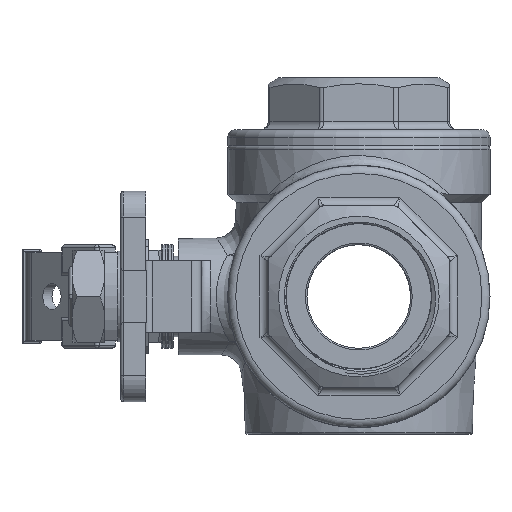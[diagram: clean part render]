
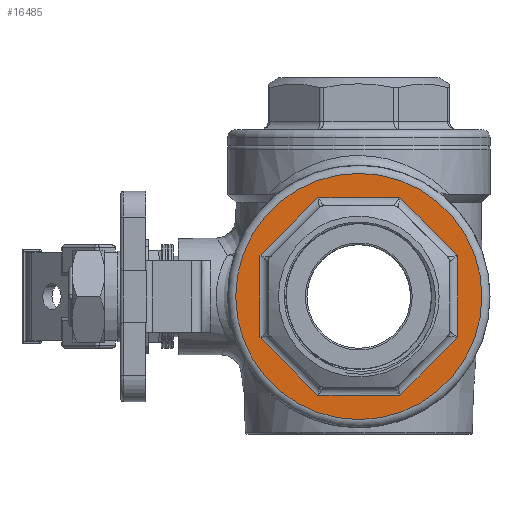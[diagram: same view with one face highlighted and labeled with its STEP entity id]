
A CAD part, left-side view. The second image highlights one B-rep face of the part: STEP entity #16485.
In plain terms, the highlighted planar face has unit normal (-1, 0, 0).
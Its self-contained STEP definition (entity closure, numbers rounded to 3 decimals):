
#239=PLANE('',#17571);
#990=LINE('',#24905,#2339);
#991=LINE('',#24908,#2340);
#992=LINE('',#24910,#2341);
#993=LINE('',#24912,#2342);
#994=LINE('',#24914,#2343);
#995=LINE('',#24916,#2344);
#996=LINE('',#24918,#2345);
#997=LINE('',#24920,#2346);
#2339=VECTOR('',#18907,1000.);
#2340=VECTOR('',#18908,1000.);
#2341=VECTOR('',#18909,1000.);
#2342=VECTOR('',#18910,1000.);
#2343=VECTOR('',#18911,1000.);
#2344=VECTOR('',#18912,1000.);
#2345=VECTOR('',#18913,1000.);
#2346=VECTOR('',#18914,1000.);
#4944=ORIENTED_EDGE('',*,*,#9761,.T.);
#4945=ORIENTED_EDGE('',*,*,#10050,.T.);
#4946=ORIENTED_EDGE('',*,*,#10051,.T.);
#4947=ORIENTED_EDGE('',*,*,#10052,.T.);
#4948=ORIENTED_EDGE('',*,*,#10053,.T.);
#4949=ORIENTED_EDGE('',*,*,#10054,.T.);
#4950=ORIENTED_EDGE('',*,*,#10055,.T.);
#4951=ORIENTED_EDGE('',*,*,#10056,.T.);
#4952=ORIENTED_EDGE('',*,*,#10057,.T.);
#9761=EDGE_CURVE('',#12332,#12332,#13974,.T.);
#10050=EDGE_CURVE('',#12611,#12612,#990,.T.);
#10051=EDGE_CURVE('',#12612,#12613,#991,.T.);
#10052=EDGE_CURVE('',#12613,#12614,#992,.T.);
#10053=EDGE_CURVE('',#12614,#12615,#993,.T.);
#10054=EDGE_CURVE('',#12615,#12616,#994,.T.);
#10055=EDGE_CURVE('',#12616,#12617,#995,.T.);
#10056=EDGE_CURVE('',#12617,#12618,#996,.T.);
#10057=EDGE_CURVE('',#12618,#12611,#997,.T.);
#12332=VERTEX_POINT('',#22505);
#12611=VERTEX_POINT('',#24906);
#12612=VERTEX_POINT('',#24907);
#12613=VERTEX_POINT('',#24909);
#12614=VERTEX_POINT('',#24911);
#12615=VERTEX_POINT('',#24913);
#12616=VERTEX_POINT('',#24915);
#12617=VERTEX_POINT('',#24917);
#12618=VERTEX_POINT('',#24919);
#13974=CIRCLE('',#17388,38.);
#14371=EDGE_LOOP('',(#4944));
#14372=EDGE_LOOP('',(#4945,#4946,#4947,#4948,#4949,#4950,#4951,#4952));
#15436=FACE_BOUND('',#14371,.T.);
#15437=FACE_BOUND('',#14372,.T.);
#16485=ADVANCED_FACE('',(#15436,#15437),#239,.T.);
#17388=AXIS2_PLACEMENT_3D('',#22504,#18495,#18496);
#17571=AXIS2_PLACEMENT_3D('',#24904,#18905,#18906);
#18495=DIRECTION('',(-1.,0.,0.));
#18496=DIRECTION('',(0.,0.,1.));
#18905=DIRECTION('',(-1.,0.,0.));
#18906=DIRECTION('',(0.,0.,1.));
#18907=DIRECTION('',(0.,0.707,0.707));
#18908=DIRECTION('',(0.,0.,1.));
#18909=DIRECTION('',(0.,-0.707,0.707));
#18910=DIRECTION('',(0.,-1.,0.));
#18911=DIRECTION('',(0.,-0.707,-0.707));
#18912=DIRECTION('',(0.,0.,-1.));
#18913=DIRECTION('',(0.,0.707,-0.707));
#18914=DIRECTION('',(0.,1.,0.));
#22504=CARTESIAN_POINT('',(-51.5,0.,0.));
#22505=CARTESIAN_POINT('',(-51.5,0.,38.));
#24904=CARTESIAN_POINT('',(-51.5,0.,0.));
#24905=CARTESIAN_POINT('',(-51.5,21.567,-21.567));
#24906=CARTESIAN_POINT('',(-51.5,12.634,-30.5));
#24907=CARTESIAN_POINT('',(-51.5,30.5,-12.634));
#24908=CARTESIAN_POINT('',(-51.5,30.5,0.));
#24909=CARTESIAN_POINT('',(-51.5,30.5,12.634));
#24910=CARTESIAN_POINT('',(-51.5,21.567,21.567));
#24911=CARTESIAN_POINT('',(-51.5,12.634,30.5));
#24912=CARTESIAN_POINT('',(-51.5,0.,30.5));
#24913=CARTESIAN_POINT('',(-51.5,-12.634,30.5));
#24914=CARTESIAN_POINT('',(-51.5,-21.567,21.567));
#24915=CARTESIAN_POINT('',(-51.5,-30.5,12.634));
#24916=CARTESIAN_POINT('',(-51.5,-30.5,0.));
#24917=CARTESIAN_POINT('',(-51.5,-30.5,-12.634));
#24918=CARTESIAN_POINT('',(-51.5,-21.567,-21.567));
#24919=CARTESIAN_POINT('',(-51.5,-12.634,-30.5));
#24920=CARTESIAN_POINT('',(-51.5,0.,-30.5));
